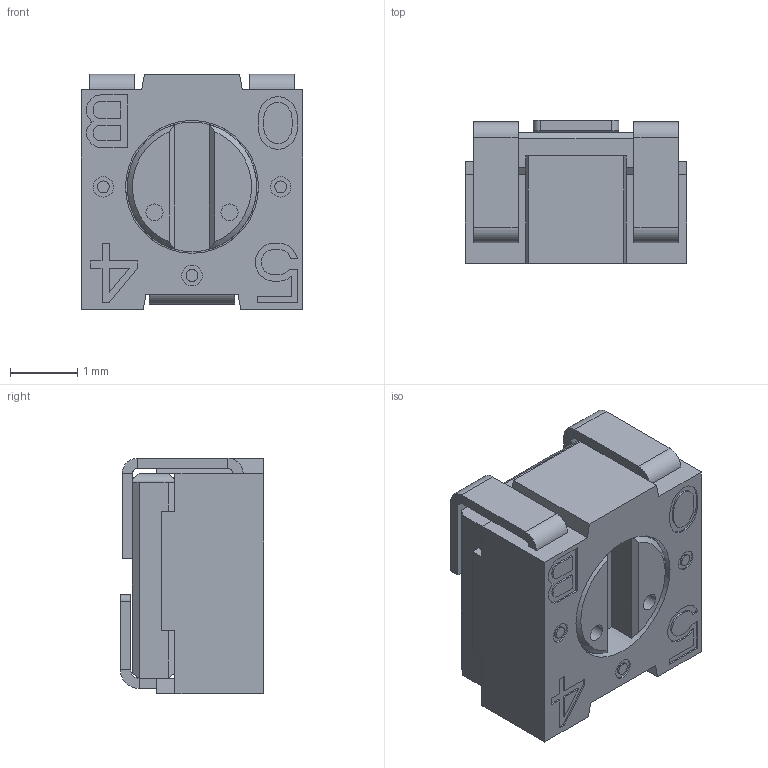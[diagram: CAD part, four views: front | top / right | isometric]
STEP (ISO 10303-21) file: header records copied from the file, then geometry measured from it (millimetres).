
FILE_DESCRIPTION((''),'2;1');
FILE_NAME('P3313-A-HSG_1','2013-05-28T',('maxm'),('Bourns, Inc.'),'PRO/ENGINEER BY PARAMETRIC TECHNOLOGY CORPORATION, 2012230','PRO/ENGINEER BY PARAMETRIC TECHNOLOGY CORPORATION, 2012230','');
FILE_SCHEMA(('CONFIG_CONTROL_DESIGN'));
Length unit declared in the file: inch
Products named in the file (1): P3313-A-HSG_1
Bounding box: 3.3 x 2.13 x 3.51 mm (x, y, z)
Volume: 19.7 mm3; surface area: 92.2 mm2
Topology: 1 solids, 1 shells, 318 faces, 865 edges, 552 vertices
Faces by surface type: plane 260, cylinder 51, cone 7
Entity records: 9934 total; most frequent: CARTESIAN_POINT 1775, ORIENTED_EDGE 1730, DIRECTION 1610, EDGE_CURVE 865, VECTOR 732, LINE 732, VERTEX_POINT 552, AXIS2_PLACEMENT_3D 439
